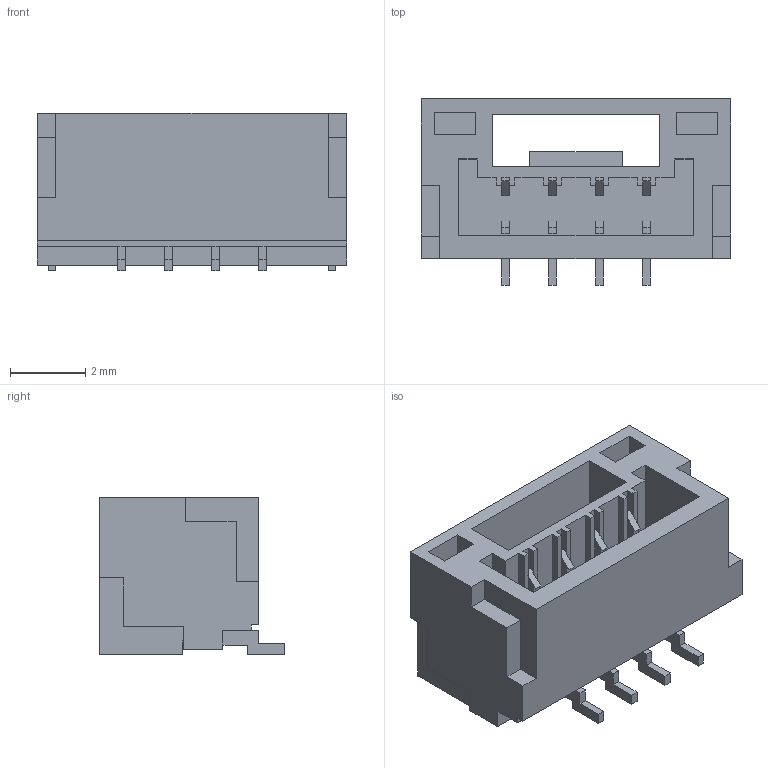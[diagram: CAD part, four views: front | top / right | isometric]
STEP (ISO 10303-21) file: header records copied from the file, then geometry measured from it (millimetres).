
FILE_DESCRIPTION(/* description */ ('model of JST_GH_BM04B-GHS-TBT_1x04-1MP_P1.25mm_Vertical'),/* implementation_level */ '2;1');
FILE_NAME(/* name */ 'JST_GH_BM04B-GHS-TBT_1x04-1MP_P1.25mm_Vertical.step',/* time_stamp */ '2018-12-04T17:24:38',/* author */ ('Frank Severinsen',''),/* organization */ (''),/* preprocessor_version */ '',/* originating_system */ '',/* authorisation */ '');
FILE_SCHEMA(('AUTOMOTIVE_DESIGN { 1 0 10303 214 1 1 1 1 }'));
Length unit declared in the file: millimetre
Products named in the file (1): JST_BM04B_GHS_TBT
Bounding box: 8.25 x 4.95 x 4.2 mm (x, y, z)
Volume: 84 mm3; surface area: 288.3 mm2
Topology: 1 solids, 1 shells, 193 faces, 541 edges, 358 vertices
Faces by surface type: plane 193
Entity records: 3889 total; most frequent: ORIENTED_EDGE 831, EDGE_CURVE 541, LINE 489, CARTESIAN_POINT 458, VERTEX_POINT 358, FACE_BOUND 203, EDGE_LOOP 203, ADVANCED_FACE 193
